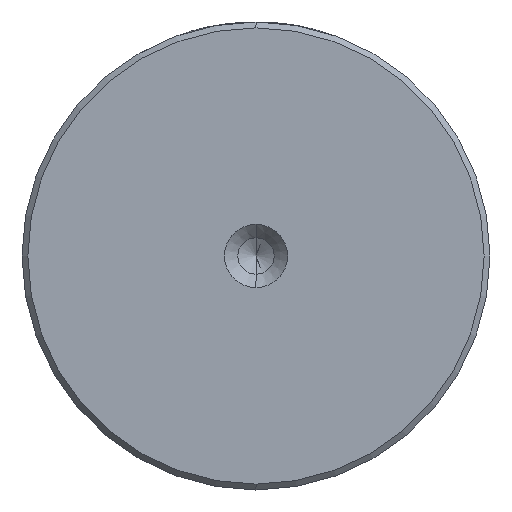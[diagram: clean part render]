
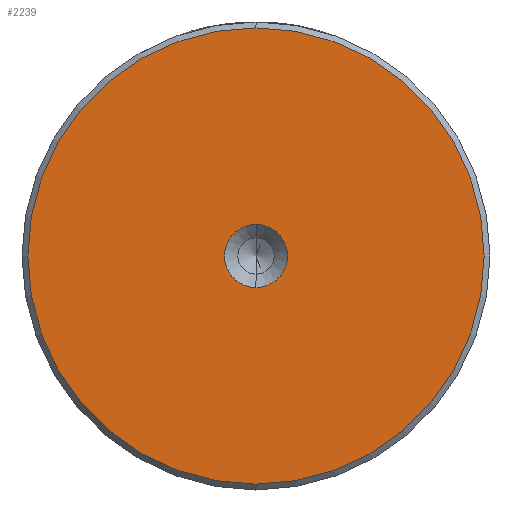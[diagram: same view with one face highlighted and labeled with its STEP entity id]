
A CAD part, left-side view. The second image highlights one B-rep face of the part: STEP entity #2239.
In plain terms, the highlighted planar face has unit normal (-1, 0, 0).
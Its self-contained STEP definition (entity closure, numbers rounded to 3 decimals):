
#29 = CARTESIAN_POINT ( 'NONE',  ( 0., 0., -19.5 ) ) ;
#75 = EDGE_CURVE ( 'NONE', #1170, #1395, #2923, .T. ) ;
#92 = AXIS2_PLACEMENT_3D ( 'NONE', #2677, #1278, #2915 ) ;
#138 = ORIENTED_EDGE ( 'NONE', *, *, #1081, .T. ) ;
#413 = ORIENTED_EDGE ( 'NONE', *, *, #2719, .F. ) ;
#473 = VERTEX_POINT ( 'NONE', #2403 ) ;
#773 = DIRECTION ( 'NONE',  ( -1., 0., 0. ) ) ;
#827 = DIRECTION ( 'NONE',  ( -1., 0., 0. ) ) ;
#832 = EDGE_LOOP ( 'NONE', ( #413, #933 ) ) ;
#933 = ORIENTED_EDGE ( 'NONE', *, *, #2273, .F. ) ;
#1076 = DIRECTION ( 'NONE',  ( -1., 0., 0. ) ) ;
#1081 = EDGE_CURVE ( 'NONE', #1395, #1170, #1328, .T. ) ;
#1170 = VERTEX_POINT ( 'NONE', #3001 ) ;
#1194 = AXIS2_PLACEMENT_3D ( 'NONE', #1514, #827, #2458 ) ;
#1273 = EDGE_LOOP ( 'NONE', ( #138, #2169 ) ) ;
#1278 = DIRECTION ( 'NONE',  ( -1., 0., 0. ) ) ;
#1324 = CARTESIAN_POINT ( 'NONE',  ( 0., 0., 0. ) ) ;
#1328 = CIRCLE ( 'NONE', #92, 19.5 ) ;
#1341 = FACE_BOUND ( 'NONE', #832, .T. ) ;
#1395 = VERTEX_POINT ( 'NONE', #29 ) ;
#1404 = DIRECTION ( 'NONE',  ( 0., 0., 1. ) ) ;
#1514 = CARTESIAN_POINT ( 'NONE',  ( 0., 0., 0. ) ) ;
#1654 = AXIS2_PLACEMENT_3D ( 'NONE', #2478, #1076, #2718 ) ;
#1828 = CIRCLE ( 'NONE', #1872, 2.7 ) ;
#1857 = FACE_OUTER_BOUND ( 'NONE', #1273, .T. ) ;
#1872 = AXIS2_PLACEMENT_3D ( 'NONE', #2152, #773, #2398 ) ;
#2152 = CARTESIAN_POINT ( 'NONE',  ( 0., 0., 0. ) ) ;
#2169 = ORIENTED_EDGE ( 'NONE', *, *, #75, .T. ) ;
#2212 = PLANE ( 'NONE',  #1194 ) ;
#2239 = ADVANCED_FACE ( 'NONE', ( #1857, #1341 ), #2212, .T. ) ;
#2257 = CARTESIAN_POINT ( 'NONE',  ( 0., 0., 2.7 ) ) ;
#2273 = EDGE_CURVE ( 'NONE', #473, #2324, #2983, .T. ) ;
#2324 = VERTEX_POINT ( 'NONE', #2257 ) ;
#2398 = DIRECTION ( 'NONE',  ( 0., 0., 1. ) ) ;
#2403 = CARTESIAN_POINT ( 'NONE',  ( 0., 0., -2.7 ) ) ;
#2458 = DIRECTION ( 'NONE',  ( 0., 0., 1. ) ) ;
#2478 = CARTESIAN_POINT ( 'NONE',  ( 0., 0., 0. ) ) ;
#2677 = CARTESIAN_POINT ( 'NONE',  ( 0., 0., 0. ) ) ;
#2718 = DIRECTION ( 'NONE',  ( 0., 0., 1. ) ) ;
#2719 = EDGE_CURVE ( 'NONE', #2324, #473, #1828, .T. ) ;
#2759 = AXIS2_PLACEMENT_3D ( 'NONE', #1324, #2809, #1404 ) ;
#2809 = DIRECTION ( 'NONE',  ( -1., 0., 0. ) ) ;
#2915 = DIRECTION ( 'NONE',  ( 0., 0., 1. ) ) ;
#2923 = CIRCLE ( 'NONE', #2759, 19.5 ) ;
#2983 = CIRCLE ( 'NONE', #1654, 2.7 ) ;
#3001 = CARTESIAN_POINT ( 'NONE',  ( 0., 0., 19.5 ) ) ;
